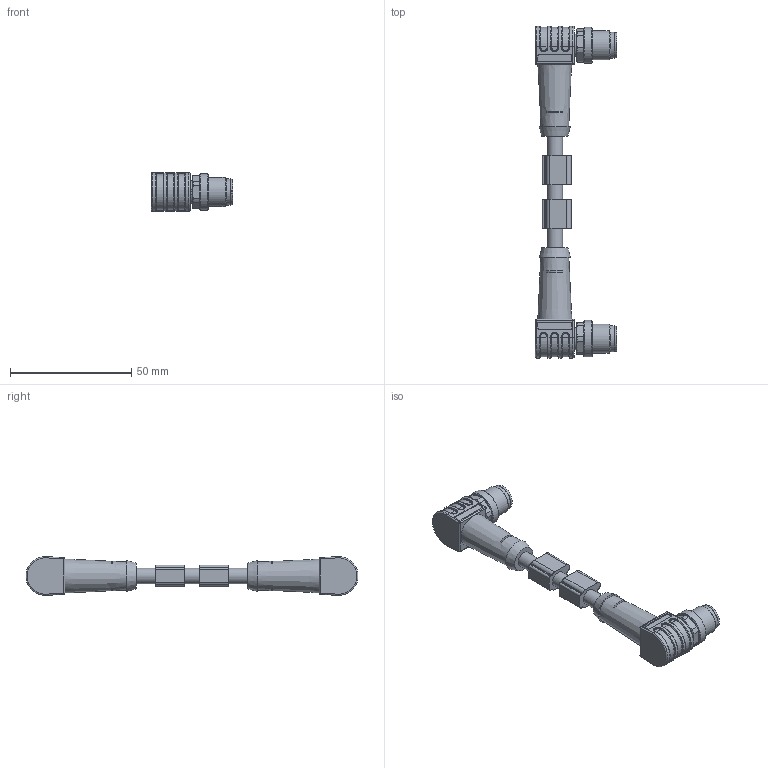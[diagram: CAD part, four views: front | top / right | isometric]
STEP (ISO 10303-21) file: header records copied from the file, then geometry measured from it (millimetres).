
FILE_DESCRIPTION(/* description */ (''),/* implementation_level */ '2;1');
FILE_NAME(/* name */ 'TESZT.stp',/* time_stamp */ '2020-10-15T13:59:34+02:00',/* author */ ('ESCHA GmbH & Co. KG'),/* organization */ ('ESCHA GmbH & Co. KG'),/* preprocessor_version */ 'ST-DEVELOPER v16',/* originating_system */ 'SIEMENS PLM Software NX 10.0',/* authorisation */ '');
FILE_SCHEMA (('AUTOMOTIVE_DESIGN { 1 0 10303 214 3 1 1 1 }'));
Length unit declared in the file: millimetre
Products named in the file (1): TESZT_stp
Bounding box: 33.5 x 136.9 x 15.97 mm (x, y, z)
Volume: 20893.4 mm3; surface area: 9525.5 mm2
Topology: 1 solids, 1 shells, 576 faces, 1510 edges, 974 vertices
Faces by surface type: plane 221, cylinder 206, cone 57, bspline 40, torus 28, sphere 24
Full cylindrical faces by diameter (mm): 0.6 x16, 6.4 x3, 10.252 x2, 10.8 x2, 12 x2, 15 x2
Entity records: 18491 total; most frequent: CARTESIAN_POINT 5044, DIRECTION 2837, ORIENTED_EDGE 2730, EDGE_CURVE 1365, AXIS2_PLACEMENT_3D 1127, VERTEX_POINT 910, EDGE_LOOP 695, LINE 583
